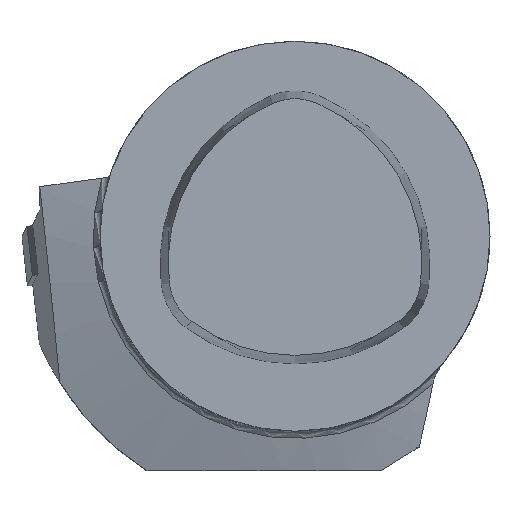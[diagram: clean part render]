
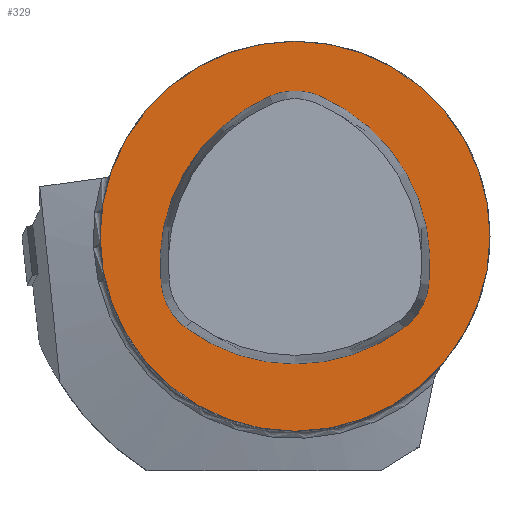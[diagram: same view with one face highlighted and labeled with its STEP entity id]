
A CAD part, top view. The second image highlights one B-rep face of the part: STEP entity #329.
In plain terms, the highlighted planar face has unit normal (0, 0, 1).
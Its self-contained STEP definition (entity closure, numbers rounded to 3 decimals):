
#104=FACE_BOUND('',#441,.T.);
#105=FACE_BOUND('',#442,.T.);
#136=PLANE('',#1075);
#329=ADVANCED_FACE('',(#104,#105),#136,.T.);
#441=EDGE_LOOP('',(#598));
#442=EDGE_LOOP('',(#599,#600,#601,#602,#603,#604));
#483=CIRCLE('',#1044,25.);
#493=CIRCLE('',#1069,23.36);
#494=CIRCLE('',#1070,8.12);
#495=CIRCLE('',#1071,23.36);
#496=CIRCLE('',#1072,8.12);
#497=CIRCLE('',#1073,23.36);
#498=CIRCLE('',#1074,8.12);
#598=ORIENTED_EDGE('',*,*,#868,.T.);
#599=ORIENTED_EDGE('',*,*,#904,.F.);
#600=ORIENTED_EDGE('',*,*,#905,.F.);
#601=ORIENTED_EDGE('',*,*,#906,.F.);
#602=ORIENTED_EDGE('',*,*,#907,.F.);
#603=ORIENTED_EDGE('',*,*,#908,.F.);
#604=ORIENTED_EDGE('',*,*,#909,.F.);
#782=VERTEX_POINT('',#1496);
#810=VERTEX_POINT('',#1607);
#811=VERTEX_POINT('',#1608);
#812=VERTEX_POINT('',#1610);
#813=VERTEX_POINT('',#1612);
#814=VERTEX_POINT('',#1614);
#815=VERTEX_POINT('',#1616);
#868=EDGE_CURVE('',#782,#782,#483,.T.);
#904=EDGE_CURVE('',#810,#811,#493,.T.);
#905=EDGE_CURVE('',#812,#810,#494,.T.);
#906=EDGE_CURVE('',#813,#812,#495,.T.);
#907=EDGE_CURVE('',#814,#813,#496,.T.);
#908=EDGE_CURVE('',#815,#814,#497,.T.);
#909=EDGE_CURVE('',#811,#815,#498,.T.);
#1044=AXIS2_PLACEMENT_3D('',#1495,#1178,#1179);
#1069=AXIS2_PLACEMENT_3D('',#1606,#1244,#1245);
#1070=AXIS2_PLACEMENT_3D('',#1609,#1246,#1247);
#1071=AXIS2_PLACEMENT_3D('',#1611,#1248,#1249);
#1072=AXIS2_PLACEMENT_3D('',#1613,#1250,#1251);
#1073=AXIS2_PLACEMENT_3D('',#1615,#1252,#1253);
#1074=AXIS2_PLACEMENT_3D('',#1617,#1254,#1255);
#1075=AXIS2_PLACEMENT_3D('',#1618,#1256,#1257);
#1178=DIRECTION('',(0.,0.,1.));
#1179=DIRECTION('',(1.,0.,0.));
#1244=DIRECTION('',(0.,0.,1.));
#1245=DIRECTION('',(1.,0.,0.));
#1246=DIRECTION('',(0.,0.,1.));
#1247=DIRECTION('',(1.,0.,0.));
#1248=DIRECTION('',(0.,0.,1.));
#1249=DIRECTION('',(1.,0.,0.));
#1250=DIRECTION('',(0.,0.,1.));
#1251=DIRECTION('',(1.,0.,0.));
#1252=DIRECTION('',(0.,0.,1.));
#1253=DIRECTION('',(1.,0.,0.));
#1254=DIRECTION('',(0.,0.,1.));
#1255=DIRECTION('',(1.,0.,0.));
#1256=DIRECTION('',(0.,0.,1.));
#1257=DIRECTION('',(1.,0.,0.));
#1495=CARTESIAN_POINT('',(0.,0.,0.));
#1496=CARTESIAN_POINT('',(25.,0.,0.));
#1606=CARTESIAN_POINT('',(6.045,-3.49,0.));
#1607=CARTESIAN_POINT('',(-3.221,17.954,0.));
#1608=CARTESIAN_POINT('',(-17.159,-6.188,0.));
#1609=CARTESIAN_POINT('',(0.,10.5,0.));
#1610=CARTESIAN_POINT('',(3.221,17.954,0.));
#1611=CARTESIAN_POINT('',(-6.045,-3.49,0.));
#1612=CARTESIAN_POINT('',(17.159,-6.188,0.));
#1613=CARTESIAN_POINT('',(9.093,-5.25,0.));
#1614=CARTESIAN_POINT('',(13.938,-11.766,0.));
#1615=CARTESIAN_POINT('',(0.,6.98,0.));
#1616=CARTESIAN_POINT('',(-13.938,-11.766,0.));
#1617=CARTESIAN_POINT('',(-9.093,-5.25,0.));
#1618=CARTESIAN_POINT('',(0.,0.,0.));
